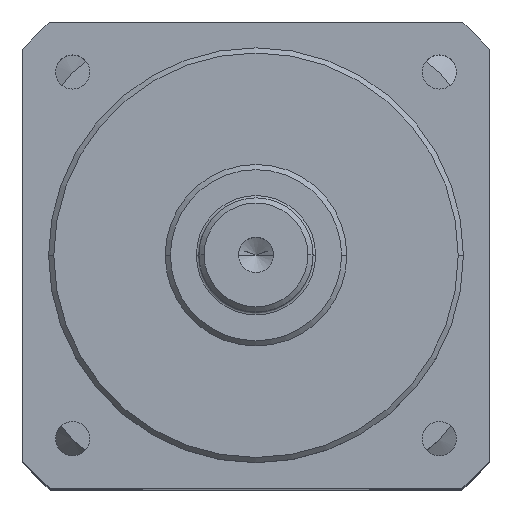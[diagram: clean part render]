
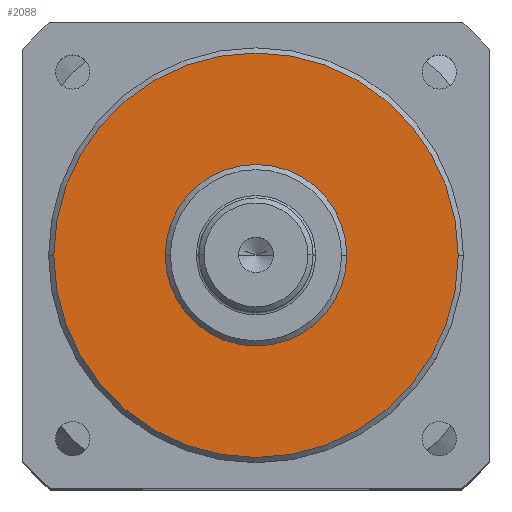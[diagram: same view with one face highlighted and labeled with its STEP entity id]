
A CAD part, top view. The second image highlights one B-rep face of the part: STEP entity #2088.
In plain terms, the highlighted planar face has unit normal (0, 0, 1).
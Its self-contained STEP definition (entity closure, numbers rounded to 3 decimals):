
#656=CARTESIAN_POINT('',(0.,0.,101.));
#657=DIRECTION('',(0.,0.,1.));
#658=DIRECTION('',(-1.,0.,0.));
#659=AXIS2_PLACEMENT_3D('',#656,#657,#658);
#661=CARTESIAN_POINT('',(0.,0.,101.));
#662=DIRECTION('',(0.,0.,1.));
#663=DIRECTION('',(1.,0.,0.));
#664=AXIS2_PLACEMENT_3D('',#661,#662,#663);
#666=CARTESIAN_POINT('',(0.,0.,101.));
#667=DIRECTION('',(0.,0.,-1.));
#668=DIRECTION('',(1.,0.,0.));
#669=AXIS2_PLACEMENT_3D('',#666,#667,#668);
#671=CARTESIAN_POINT('',(0.,0.,101.));
#672=DIRECTION('',(0.,0.,-1.));
#673=DIRECTION('',(-1.,0.,0.));
#674=AXIS2_PLACEMENT_3D('',#671,#672,#673);
#1125=CARTESIAN_POINT('',(-17.5,0.,101.));
#1126=VERTEX_POINT('',#1125);
#1145=CARTESIAN_POINT('',(-39.,0.,101.));
#1146=CARTESIAN_POINT('',(39.,0.,101.));
#1147=VERTEX_POINT('',#1145);
#1148=VERTEX_POINT('',#1146);
#1153=CARTESIAN_POINT('',(17.5,0.,101.));
#1154=VERTEX_POINT('',#1153);
#2072=CARTESIAN_POINT('',(0.,0.,101.));
#2073=DIRECTION('',(0.,0.,1.));
#2074=DIRECTION('',(1.,0.,0.));
#2075=AXIS2_PLACEMENT_3D('',#2072,#2073,#2074);
#2076=PLANE('',#2075);
#2078=ORIENTED_EDGE('',*,*,#2077,.F.);
#2079=ORIENTED_EDGE('',*,*,#2062,.F.);
#2080=EDGE_LOOP('',(#2078,#2079));
#2081=FACE_OUTER_BOUND('',#2080,.F.);
#2083=ORIENTED_EDGE('',*,*,#2082,.F.);
#2085=ORIENTED_EDGE('',*,*,#2084,.F.);
#2086=EDGE_LOOP('',(#2083,#2085));
#2087=FACE_BOUND('',#2086,.F.);
#2088=ADVANCED_FACE('',(#2081,#2087),#2076,.T.);
#660=CIRCLE('',#659,39.);
#665=CIRCLE('',#664,39.);
#670=CIRCLE('',#669,17.5);
#675=CIRCLE('',#674,17.5);
#2062=EDGE_CURVE('',#1148,#1147,#665,.T.);
#2077=EDGE_CURVE('',#1147,#1148,#660,.T.);
#2082=EDGE_CURVE('',#1154,#1126,#670,.T.);
#2084=EDGE_CURVE('',#1126,#1154,#675,.T.);
